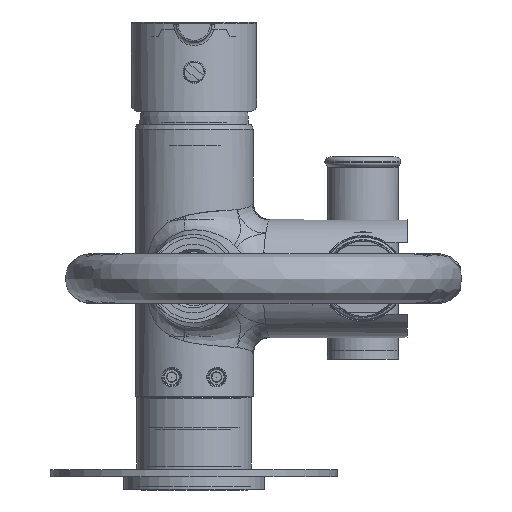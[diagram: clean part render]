
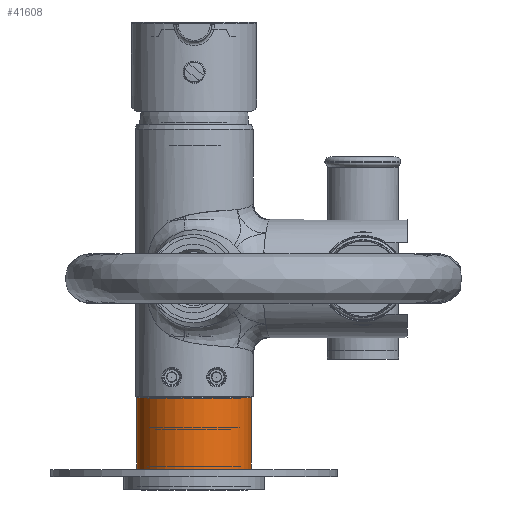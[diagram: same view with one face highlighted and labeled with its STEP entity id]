
A CAD part, front view. The second image highlights one B-rep face of the part: STEP entity #41608.
In plain terms, the highlighted cylindrical face has radius 16 mm (diameter 32 mm), a full revolution.
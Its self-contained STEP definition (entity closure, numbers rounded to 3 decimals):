
#3187 = CIRCLE ( 'NONE', #12347, 16. ) ;
#5983 = VERTEX_POINT ( 'NONE', #12004 ) ;
#9814 = CARTESIAN_POINT ( 'NONE',  ( 0., 0., -16.75 ) ) ;
#10618 = DIRECTION ( 'NONE',  ( 0., 0., -1. ) ) ;
#11173 = CARTESIAN_POINT ( 'NONE',  ( 0., 0., 9. ) ) ;
#12004 = CARTESIAN_POINT ( 'NONE',  ( 16., 0., 8.75 ) ) ;
#12347 = AXIS2_PLACEMENT_3D ( 'NONE', #36759, #10618, #39883 ) ;
#12916 = DIRECTION ( 'NONE',  ( 0., 0., 1. ) ) ;
#13049 = DIRECTION ( 'NONE',  ( 1., 0., 0. ) ) ;
#13270 = AXIS2_PLACEMENT_3D ( 'NONE', #11173, #24061, #30428 ) ;
#15724 = EDGE_CURVE ( 'NONE', #5983, #5983, #3187, .T. ) ;
#24061 = DIRECTION ( 'NONE',  ( 0., 0., -1. ) ) ;
#26571 = ORIENTED_EDGE ( 'NONE', *, *, #15724, .T. ) ;
#28267 = VERTEX_POINT ( 'NONE', #34050 ) ;
#28843 = FACE_OUTER_BOUND ( 'NONE', #33296, .T. ) ;
#29336 = CIRCLE ( 'NONE', #33858, 16. ) ;
#29814 = FACE_OUTER_BOUND ( 'NONE', #37965, .T. ) ;
#30428 = DIRECTION ( 'NONE',  ( 1., 0., 0. ) ) ;
#33296 = EDGE_LOOP ( 'NONE', ( #26571 ) ) ;
#33359 = CYLINDRICAL_SURFACE ( 'NONE', #13270, 16. ) ;
#33858 = AXIS2_PLACEMENT_3D ( 'NONE', #9814, #12916, #13049 ) ;
#33889 = ORIENTED_EDGE ( 'NONE', *, *, #40706, .T. ) ;
#34050 = CARTESIAN_POINT ( 'NONE',  ( 16., 0., -16.75 ) ) ;
#36759 = CARTESIAN_POINT ( 'NONE',  ( 0., 0., 8.75 ) ) ;
#37965 = EDGE_LOOP ( 'NONE', ( #33889 ) ) ;
#39883 = DIRECTION ( 'NONE',  ( 1., 0., 0. ) ) ;
#40706 = EDGE_CURVE ( 'NONE', #28267, #28267, #29336, .T. ) ;
#41608 = ADVANCED_FACE ( 'NONE', ( #29814, #28843 ), #33359, .T. ) ;
